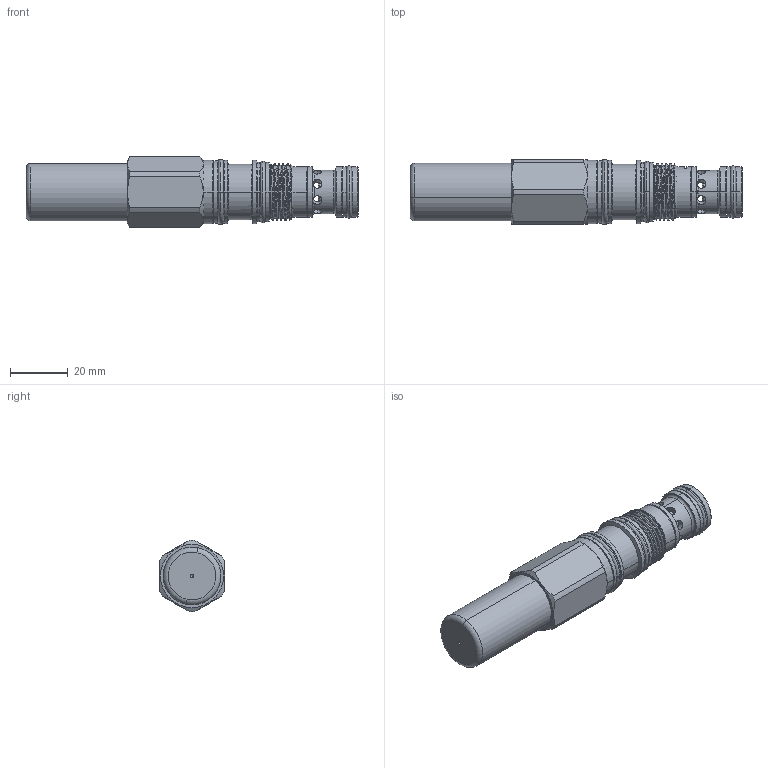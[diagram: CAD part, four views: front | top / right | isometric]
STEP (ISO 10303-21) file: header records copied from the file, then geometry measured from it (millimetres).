
FILE_DESCRIPTION (( 'STEP AP203' ), '1' );
FILE_NAME ('MB11A3D-C.STEP', '2020-03-20T05:59:45', ( '' ), ( '' ), 'SwSTEP 2.0', 'SolidWorks 2018', '' );
FILE_SCHEMA (( 'CONFIG_CONTROL_DESIGN' ));
Length unit declared in the file: millimetre
Products named in the file (1): MB11A3D-C
Bounding box: 114.75 x 22.56 x 24.59 mm (x, y, z)
Volume: 29673 mm3; surface area: 18617.8 mm2
Topology: 12 solids, 12 shells, 423 faces, 1003 edges, 617 vertices
Faces by surface type: cylinder 179, plane 96, cone 86, torus 57, bspline 5
Entity records: 18219 total; most frequent: CARTESIAN_POINT 8442, DIRECTION 2097, ORIENTED_EDGE 1998, EDGE_CURVE 999, AXIS2_PLACEMENT_3D 894, VERTEX_POINT 617, EDGE_LOOP 488, CIRCLE 475
